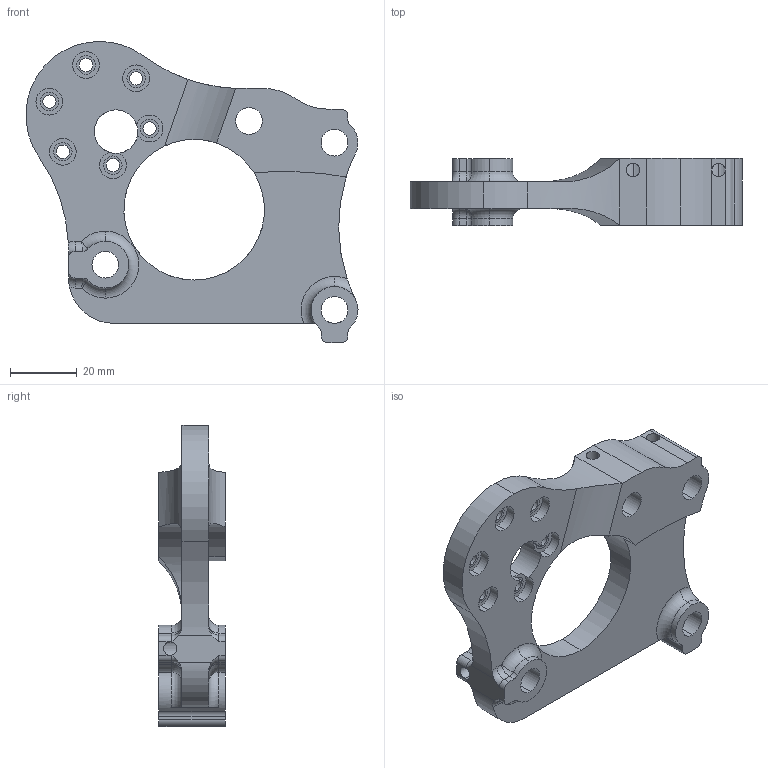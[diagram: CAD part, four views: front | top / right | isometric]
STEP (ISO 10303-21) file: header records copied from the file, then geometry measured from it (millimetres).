
FILE_DESCRIPTION (( 'STEP AP214' ), '1' );
FILE_NAME ('drill_upper_base.STEP', '2025-01-12T00:04:31', ( '' ), ( '' ), 'SwSTEP 2.0', 'SolidWorks 2024', '' );
FILE_SCHEMA (( 'AUTOMOTIVE_DESIGN' ));
Length unit declared in the file: millimetre
Products named in the file (1): drill_upper_base
Bounding box: 99.19 x 20 x 89.98 mm (x, y, z)
Volume: 50934.5 mm3; surface area: 18907.5 mm2
Topology: 1 solids, 1 shells, 138 faces, 382 edges, 244 vertices
Faces by surface type: cylinder 84, plane 35, torus 15, bspline 4
Entity records: 5191 total; most frequent: CARTESIAN_POINT 1517, DIRECTION 804, ORIENTED_EDGE 756, EDGE_CURVE 378, AXIS2_PLACEMENT_3D 333, VERTEX_POINT 244, CIRCLE 198, EDGE_LOOP 172
